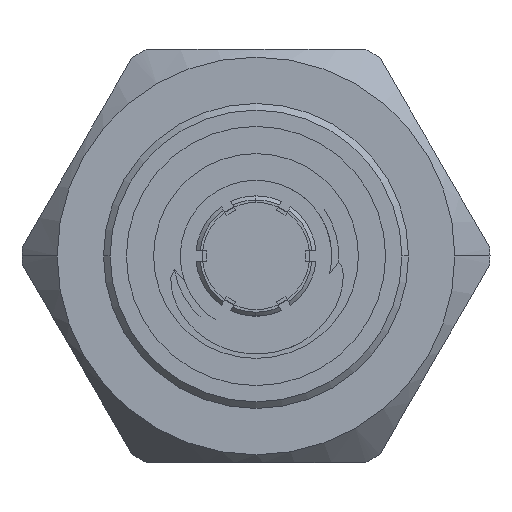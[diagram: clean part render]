
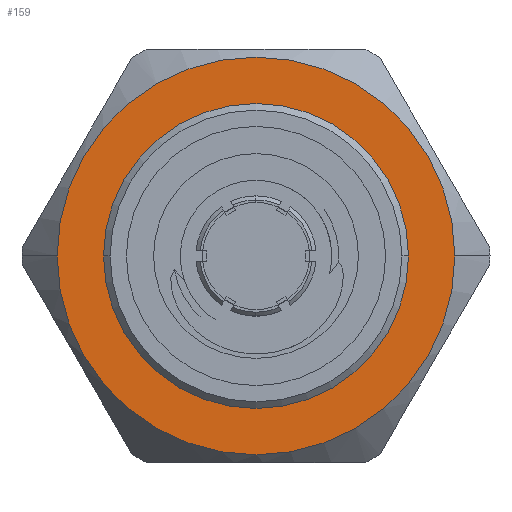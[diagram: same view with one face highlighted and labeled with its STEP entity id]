
A CAD part, left-side view. The second image highlights one B-rep face of the part: STEP entity #159.
In plain terms, the highlighted face is planar.
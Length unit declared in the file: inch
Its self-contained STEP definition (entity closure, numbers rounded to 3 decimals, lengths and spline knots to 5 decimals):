
#61 = ORIENTED_EDGE ( 'NONE', *, *, #6556, .F. ) ;
#103 = AXIS2_PLACEMENT_3D ( 'NONE', #6087, #8917, #4713 ) ;
#159 = ADVANCED_FACE ( 'NONE', ( #353, #5333 ), #3905, .F. ) ;
#218 = CARTESIAN_POINT ( 'NONE',  ( 0., 0.19569, 0. ) ) ;
#332 = VERTEX_POINT ( 'NONE', #3498 ) ;
#353 = FACE_OUTER_BOUND ( 'NONE', #2971, .T. ) ;
#431 = CIRCLE ( 'NONE', #5144, 0.15042 ) ;
#539 = CIRCLE ( 'NONE', #103, 0.15042 ) ;
#2312 = ORIENTED_EDGE ( 'NONE', *, *, #6064, .F. ) ;
#2956 = CARTESIAN_POINT ( 'NONE',  ( 0., 0.19569, 0. ) ) ;
#2971 = EDGE_LOOP ( 'NONE', ( #4060, #2312 ) ) ;
#3038 = VERTEX_POINT ( 'NONE', #3369 ) ;
#3369 = CARTESIAN_POINT ( 'NONE',  ( 0., 0.19569, 0.11532 ) ) ;
#3428 = CARTESIAN_POINT ( 'NONE',  ( 0., 0.19569, 0. ) ) ;
#3498 = CARTESIAN_POINT ( 'NONE',  ( 0., 0.19569, 0.15042 ) ) ;
#3905 = PLANE ( 'NONE',  #4053 ) ;
#3987 = DIRECTION ( 'NONE',  ( 0., 1., 0. ) ) ;
#4053 = AXIS2_PLACEMENT_3D ( 'NONE', #5970, #8154, #8671 ) ;
#4060 = ORIENTED_EDGE ( 'NONE', *, *, #4470, .F. ) ;
#4470 = EDGE_CURVE ( 'NONE', #332, #7537, #539, .T. ) ;
#4713 = DIRECTION ( 'NONE',  ( 0., 0., 1. ) ) ;
#4982 = AXIS2_PLACEMENT_3D ( 'NONE', #2956, #5580, #6455 ) ;
#5144 = AXIS2_PLACEMENT_3D ( 'NONE', #3428, #3987, #8139 ) ;
#5333 = FACE_BOUND ( 'NONE', #6965, .T. ) ;
#5362 = CARTESIAN_POINT ( 'NONE',  ( 0., 0.19569, -0.11532 ) ) ;
#5580 = DIRECTION ( 'NONE',  ( 0., -1., 0. ) ) ;
#5709 = CIRCLE ( 'NONE', #4982, 0.11532 ) ;
#5970 = CARTESIAN_POINT ( 'NONE',  ( 0.13532, 0.19569, 0. ) ) ;
#6037 = VERTEX_POINT ( 'NONE', #5362 ) ;
#6064 = EDGE_CURVE ( 'NONE', #7537, #332, #431, .T. ) ;
#6087 = CARTESIAN_POINT ( 'NONE',  ( 0., 0.19569, 0. ) ) ;
#6454 = DIRECTION ( 'NONE',  ( 0., -1., 0. ) ) ;
#6455 = DIRECTION ( 'NONE',  ( 0., 0., 1. ) ) ;
#6556 = EDGE_CURVE ( 'NONE', #3038, #6037, #7924, .T. ) ;
#6587 = DIRECTION ( 'NONE',  ( 0., 0., 1. ) ) ;
#6965 = EDGE_LOOP ( 'NONE', ( #7176, #61 ) ) ;
#7176 = ORIENTED_EDGE ( 'NONE', *, *, #7326, .F. ) ;
#7326 = EDGE_CURVE ( 'NONE', #6037, #3038, #5709, .T. ) ;
#7369 = CARTESIAN_POINT ( 'NONE',  ( 0., 0.19569, -0.15042 ) ) ;
#7467 = AXIS2_PLACEMENT_3D ( 'NONE', #218, #6454, #6587 ) ;
#7537 = VERTEX_POINT ( 'NONE', #7369 ) ;
#7924 = CIRCLE ( 'NONE', #7467, 0.11532 ) ;
#8139 = DIRECTION ( 'NONE',  ( 0., 0., 1. ) ) ;
#8154 = DIRECTION ( 'NONE',  ( 0., 1., 0. ) ) ;
#8671 = DIRECTION ( 'NONE',  ( 0., 0., 1. ) ) ;
#8917 = DIRECTION ( 'NONE',  ( 0., 1., 0. ) ) ;
